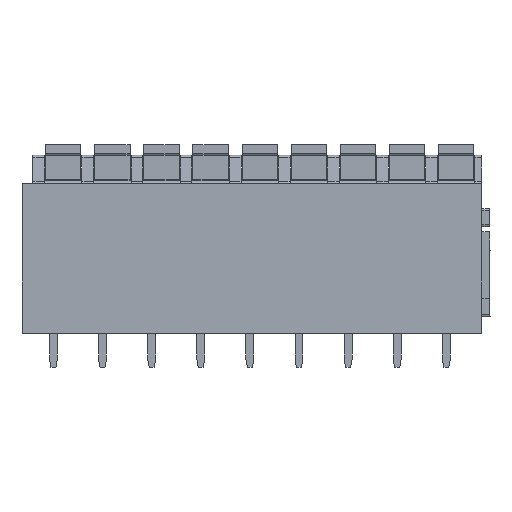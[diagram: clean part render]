
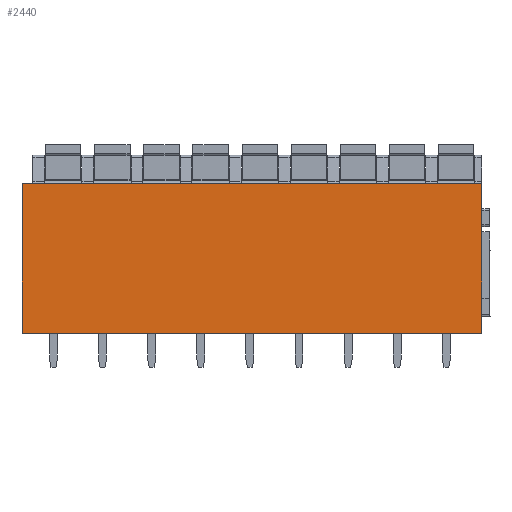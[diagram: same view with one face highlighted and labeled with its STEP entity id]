
A CAD part, front view. The second image highlights one B-rep face of the part: STEP entity #2440.
In plain terms, the highlighted planar face has unit normal (0, -1, 0).
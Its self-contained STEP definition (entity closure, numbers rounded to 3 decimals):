
#2420=AXIS2_PLACEMENT_3D('Plane Axis2P3D',#2417,#2418,#2419) ;
#305=CARTESIAN_POINT('Vertex',(46.8,0.,18.7)) ;
#308=CARTESIAN_POINT('Line Origine',(46.8,0.,11.1)) ;
#312=CARTESIAN_POINT('Vertex',(46.8,0.,3.5)) ;
#971=CARTESIAN_POINT('Vertex',(0.,0.,18.7)) ;
#974=CARTESIAN_POINT('Line Origine',(23.4,0.,18.7)) ;
#2417=CARTESIAN_POINT('Axis2P3D Location',(0.,0.,18.7)) ;
#2422=CARTESIAN_POINT('Line Origine',(0.,0.,11.1)) ;
#2426=CARTESIAN_POINT('Vertex',(0.,0.,3.5)) ;
#2429=CARTESIAN_POINT('Line Origine',(23.4,0.,3.5)) ;
#309=DIRECTION('Vector Direction',(0.,0.,-1.)) ;
#975=DIRECTION('Vector Direction',(1.,0.,0.)) ;
#2418=DIRECTION('Axis2P3D Direction',(0.,-1.,0.)) ;
#2419=DIRECTION('Axis2P3D XDirection',(0.,0.,-1.)) ;
#2423=DIRECTION('Vector Direction',(0.,0.,-1.)) ;
#2430=DIRECTION('Vector Direction',(1.,0.,0.)) ;
#310=VECTOR('Line Direction',#309,1.) ;
#976=VECTOR('Line Direction',#975,1.) ;
#2424=VECTOR('Line Direction',#2423,1.) ;
#2431=VECTOR('Line Direction',#2430,1.) ;
#2435=ORIENTED_EDGE('',*,*,#314,.T.) ;
#2436=ORIENTED_EDGE('',*,*,#978,.F.) ;
#2437=ORIENTED_EDGE('',*,*,#2428,.F.) ;
#2438=ORIENTED_EDGE('',*,*,#2433,.T.) ;
#2440=ADVANCED_FACE('_LMF 5.00/09/180  3.5SN OR BX 1330250000',(#2439),#2421,.T.) ;
#314=EDGE_CURVE('',#313,#306,#311,.F.) ;
#978=EDGE_CURVE('',#972,#306,#977,.T.) ;
#2428=EDGE_CURVE('',#2427,#972,#2425,.F.) ;
#2433=EDGE_CURVE('',#2427,#313,#2432,.T.) ;
#2434=EDGE_LOOP('',(#2435,#2436,#2437,#2438)) ;
#2439=FACE_OUTER_BOUND('',#2434,.T.) ;
#311=LINE('Line',#308,#310) ;
#977=LINE('Line',#974,#976) ;
#2425=LINE('Line',#2422,#2424) ;
#2432=LINE('Line',#2429,#2431) ;
#2421=PLANE('',#2420) ;
#306=VERTEX_POINT('',#305) ;
#313=VERTEX_POINT('',#312) ;
#972=VERTEX_POINT('',#971) ;
#2427=VERTEX_POINT('',#2426) ;
